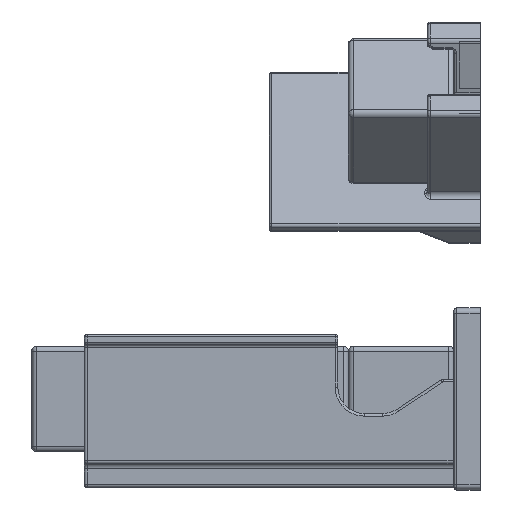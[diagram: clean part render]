
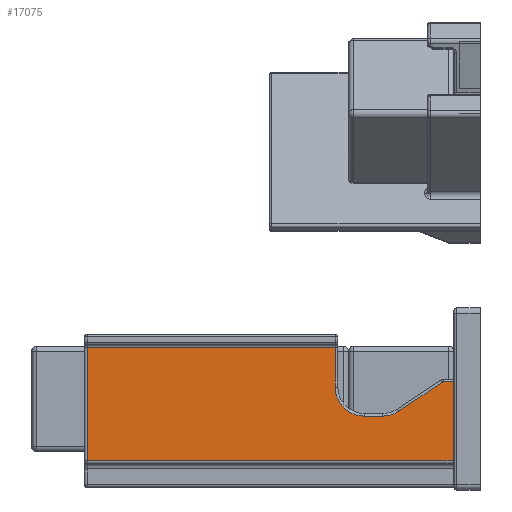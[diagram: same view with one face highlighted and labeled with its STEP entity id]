
A CAD part, left-side view. The second image highlights one B-rep face of the part: STEP entity #17075.
In plain terms, the highlighted planar face has unit normal (-1, 0, 0).
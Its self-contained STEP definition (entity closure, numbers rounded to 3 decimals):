
#5462=DIRECTION('',(0.,1.,0.));
#5463=VECTOR('',#5462,1.947);
#5464=CARTESIAN_POINT('',(-103.,0.,3.25));
#5465=LINE('',#5464,#5463);
#5466=DIRECTION('',(0.,0.,1.));
#5467=VECTOR('',#5466,3.3);
#5468=CARTESIAN_POINT('',(-103.,0.,-0.05));
#5469=LINE('',#5468,#5467);
#5470=DIRECTION('',(0.,-1.,0.));
#5471=VECTOR('',#5470,4.);
#5472=CARTESIAN_POINT('',(-103.,0.,-0.05));
#5473=LINE('',#5472,#5471);
#5474=DIRECTION('',(0.,0.,-1.));
#5475=VECTOR('',#5474,11.7);
#5476=CARTESIAN_POINT('',(-103.,-4.,-0.05));
#5477=LINE('',#5476,#5475);
#5478=DIRECTION('',(0.,1.,0.));
#5479=VECTOR('',#5478,73.5);
#5480=CARTESIAN_POINT('',(-103.,-4.,
-11.75));
#5481=LINE('',#5480,#5479);
#5482=DIRECTION('',(0.,0.,1.));
#5483=VECTOR('',#5482,21.5);
#5484=CARTESIAN_POINT('',(-103.,69.5,-11.75));
#5485=LINE('',#5484,#5483);
#5486=DIRECTION('',(0.,-1.,0.));
#5487=VECTOR('',#5486,47.);
#5488=CARTESIAN_POINT('',(-103.,69.5,9.75));
#5489=LINE('',#5488,#5487);
#5490=DIRECTION('',(0.,0.,1.));
#5491=VECTOR('',#5490,7.5);
#5492=CARTESIAN_POINT('',(-103.,22.5,2.25));
#5493=LINE('',#5492,#5491);
#5494=CARTESIAN_POINT('',(-103.,17.,2.25));
#5495=DIRECTION('',(1.,0.,0.));
#5496=DIRECTION('',(0.,0.,-1.));
#5497=AXIS2_PLACEMENT_3D('',#5494,#5495,#5496);
#5499=DIRECTION('',(0.,1.,0.));
#5500=VECTOR('',#5499,3.486);
#5501=CARTESIAN_POINT('',(-103.,13.514,-3.25));
#5502=LINE('',#5501,#5500);
#5503=CARTESIAN_POINT('',(-103.,13.514,2.25));
#5504=DIRECTION('',(1.,0.,0.));
#5505=DIRECTION('',(0.,-0.555,-0.832));
#5506=AXIS2_PLACEMENT_3D('',#5503,#5504,#5505);
#5508=DIRECTION('',(0.,0.832,-0.555));
#5509=VECTOR('',#5508,9.901);
#5510=CARTESIAN_POINT('',(-103.,2.225,3.166));
#5511=LINE('',#5510,#5509);
#5512=CARTESIAN_POINT('',(-103.,1.947,2.75));
#5513=DIRECTION('',(-1.,0.,0.));
#5514=DIRECTION('',(0.,0.,1.));
#5515=AXIS2_PLACEMENT_3D('',#5512,#5513,#5514);
#7892=CARTESIAN_POINT('',(-103.,69.5,-11.75));
#7893=VERTEX_POINT('',#7892);
#7896=CARTESIAN_POINT('',(-103.,69.5,9.75));
#7897=VERTEX_POINT('',#7896);
#8608=CARTESIAN_POINT('',(-103.,-4.,-11.75));
#8609=VERTEX_POINT('',#8608);
#8612=CARTESIAN_POINT('',(-103.,-4.,-0.05));
#8613=VERTEX_POINT('',#8612);
#8734=CARTESIAN_POINT('',(-103.,0.,-0.05));
#8736=VERTEX_POINT('',#8734);
#9281=CARTESIAN_POINT('',(-103.,0.,3.25));
#9283=VERTEX_POINT('',#9281);
#9284=CARTESIAN_POINT('',(-103.,1.947,3.25));
#9285=VERTEX_POINT('',#9284);
#9288=CARTESIAN_POINT('',(-103.,2.225,3.166));
#9289=VERTEX_POINT('',#9288);
#9292=CARTESIAN_POINT('',(-103.,10.463,-2.326));
#9293=VERTEX_POINT('',#9292);
#9296=CARTESIAN_POINT('',(-103.,13.514,-3.25));
#9297=VERTEX_POINT('',#9296);
#9300=CARTESIAN_POINT('',(-103.,17.,-3.25));
#9301=VERTEX_POINT('',#9300);
#9304=CARTESIAN_POINT('',(-103.,22.5,2.25));
#9305=VERTEX_POINT('',#9304);
#9308=CARTESIAN_POINT('',(-103.,22.5,9.75));
#9309=VERTEX_POINT('',#9308);
#17045=CARTESIAN_POINT('',(-103.,0.,-12.25));
#17046=DIRECTION('',(-1.,0.,0.));
#17047=DIRECTION('',(0.,0.,1.));
#17048=AXIS2_PLACEMENT_3D('',#17045,#17046,#17047);
#17049=PLANE('',#17048);
#17051=ORIENTED_EDGE('',*,*,#17050,.F.);
#17052=ORIENTED_EDGE('',*,*,#9768,.F.);
#17054=ORIENTED_EDGE('',*,*,#17053,.T.);
#17055=ORIENTED_EDGE('',*,*,#17038,.T.);
#17056=ORIENTED_EDGE('',*,*,#17000,.T.);
#17058=ORIENTED_EDGE('',*,*,#17057,.T.);
#17060=ORIENTED_EDGE('',*,*,#17059,.T.);
#17062=ORIENTED_EDGE('',*,*,#17061,.F.);
#17064=ORIENTED_EDGE('',*,*,#17063,.F.);
#17066=ORIENTED_EDGE('',*,*,#17065,.F.);
#17068=ORIENTED_EDGE('',*,*,#17067,.F.);
#17070=ORIENTED_EDGE('',*,*,#17069,.F.);
#17072=ORIENTED_EDGE('',*,*,#17071,.F.);
#17073=EDGE_LOOP('',(#17051,#17052,#17054,#17055,#17056,#17058,#17060,#17062,
#17064,#17066,#17068,#17070,#17072));
#17074=FACE_OUTER_BOUND('',#17073,.F.);
#17075=ADVANCED_FACE('',(#17074),#17049,.T.);
#5498=CIRCLE('',#5497,5.5);
#5507=CIRCLE('',#5506,5.5);
#5516=CIRCLE('',#5515,0.5);
#9768=EDGE_CURVE('',#8736,#9283,#5469,.T.);
#17000=EDGE_CURVE('',#8609,#7893,#5481,.T.);
#17038=EDGE_CURVE('',#8613,#8609,#5477,.T.);
#17050=EDGE_CURVE('',#9283,#9285,#5465,.T.);
#17053=EDGE_CURVE('',#8736,#8613,#5473,.T.);
#17057=EDGE_CURVE('',#7893,#7897,#5485,.T.);
#17059=EDGE_CURVE('',#7897,#9309,#5489,.T.);
#17061=EDGE_CURVE('',#9305,#9309,#5493,.T.);
#17063=EDGE_CURVE('',#9301,#9305,#5498,.T.);
#17065=EDGE_CURVE('',#9297,#9301,#5502,.T.);
#17067=EDGE_CURVE('',#9293,#9297,#5507,.T.);
#17069=EDGE_CURVE('',#9289,#9293,#5511,.T.);
#17071=EDGE_CURVE('',#9285,#9289,#5516,.T.);
